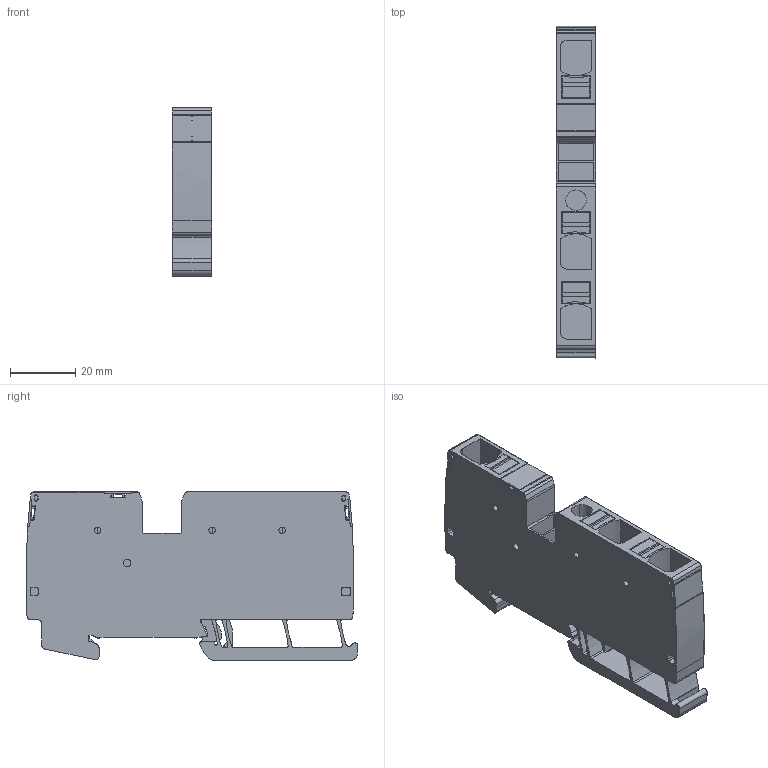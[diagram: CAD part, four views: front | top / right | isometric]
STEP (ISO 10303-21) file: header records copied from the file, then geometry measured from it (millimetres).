
FILE_DESCRIPTION(('CATIA V5 STEP Exchange','CAx-IF Rec.Pracs.--- Model Styling and Organization---1.5--- 2016-08-15','CAx-IF Rec.Pracs.---Supplemental Geometry---1.0---2011-11-01','CAx-IF Rec.Pracs.--- Composite Materials ---1.1---2010-07-15'),'2;1');
FILE_NAME ('1135632-2_2', '2025-09-19T08:36:04+00:00', ('none'), ('Weidmueller'), 'CATIA Version 5-6 Release 2024 SP4', 'CATIA V5 STEP AP214 v3', 'none');
FILE_SCHEMA(('AUTOMOTIVE_DESIGN { 1 0 10303 214 1 1 1 1 }'));
Length unit declared in the file: millimetre
Products named in the file (1): 2675050000_A3C_16_PE_DL
Bounding box: 12 x 101.49 x 51.5 mm (x, y, z)
Volume: 48465.7 mm3; surface area: 30674.5 mm2
Topology: 10 solids, 10 shells, 915 faces, 2672 edges, 1799 vertices
Faces by surface type: plane 516, cylinder 383, cone 10, bspline 6
Entity records: 31292 total; most frequent: CARTESIAN_POINT 8089, ORIENTED_EDGE 5344, DIRECTION 3891, EDGE_CURVE 2672, VECTOR 1837, LINE 1837, VERTEX_POINT 1799, AXIS2_PLACEMENT_3D 1307
